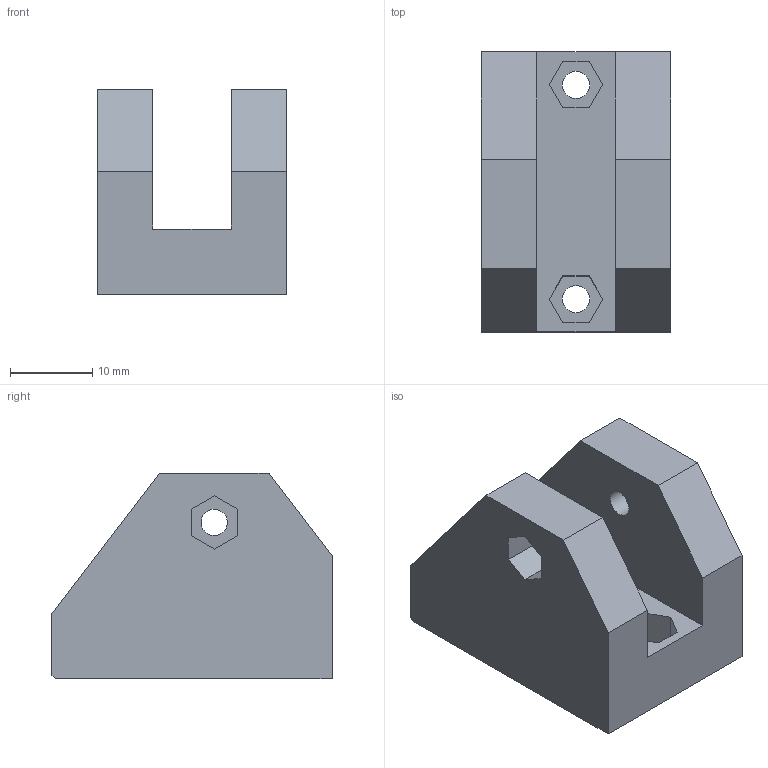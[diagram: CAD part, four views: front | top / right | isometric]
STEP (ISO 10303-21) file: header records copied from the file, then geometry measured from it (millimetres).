
FILE_DESCRIPTION(/* description */ ('STEP AP214'),/* implementation_level */ '2;1');
FILE_NAME(/* name */ 'y-belt-idler.stp',/* time_stamp */ '2019-02-11T15:17:27+01:00',/* author */ ('PR'),/* organization */ (''),/* preprocessor_version */ 'ST-DEVELOPER v17',/* originating_system */ 'Autodesk Inventor 2019',/* authorisation */ '');
FILE_SCHEMA (('AUTOMOTIVE_DESIGN { 1 0 10303 214 3 1 1 }'));
Length unit declared in the file: millimetre
Products named in the file (1): new pulley holder i5 R4
Bounding box: 23 x 34 x 25 mm (x, y, z)
Volume: 11112 mm3; surface area: 6441.9 mm2
Topology: 1 solids, 11 shells, 143 faces, 337 edges, 225 vertices
Faces by surface type: plane 127, bspline 7, cylinder 6, cone 3
Full cylindrical faces by diameter (mm): 3 x1, 3.2 x2, 3.3 x2, 5.6 x1
Entity records: 4117 total; most frequent: CARTESIAN_POINT 797, ORIENTED_EDGE 674, DIRECTION 618, EDGE_CURVE 337, LINE 302, VECTOR 302, VERTEX_POINT 225, EDGE_LOOP 160
